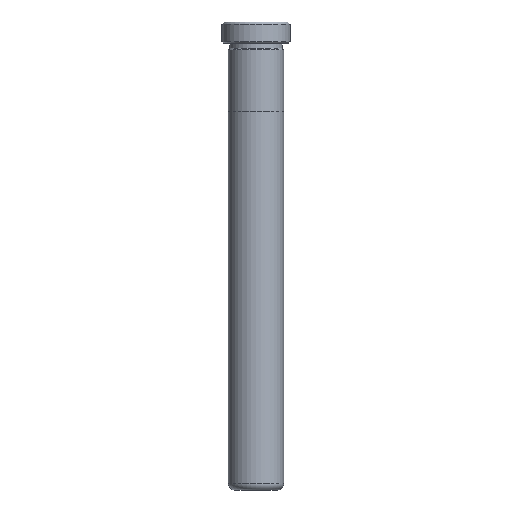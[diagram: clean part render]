
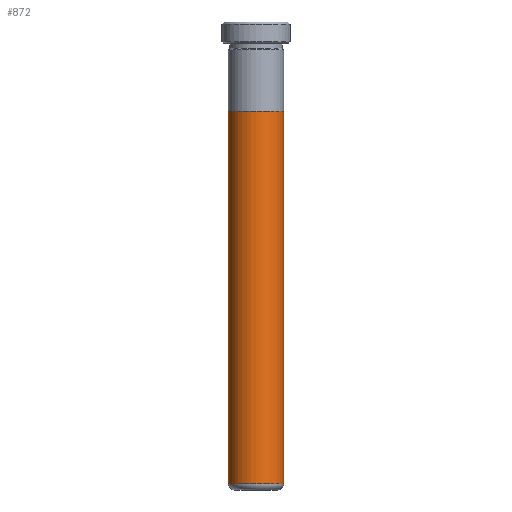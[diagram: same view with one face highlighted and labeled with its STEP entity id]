
A CAD part, front view. The second image highlights one B-rep face of the part: STEP entity #872.
In plain terms, the highlighted cylindrical face has radius 6.495 mm (diameter 12.99 mm), a partial arc.
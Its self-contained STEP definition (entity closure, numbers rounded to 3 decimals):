
#83 = CARTESIAN_POINT ( 'NONE',  ( 6.495, 0., 1.5 ) ) ;
#105 = VECTOR ( 'NONE', #339, 1000. ) ;
#118 = DIRECTION ( 'NONE',  ( 0., 0., 1. ) ) ;
#137 = VECTOR ( 'NONE', #918, 1000. ) ;
#143 = ORIENTED_EDGE ( 'NONE', *, *, #582, .F. ) ;
#147 = CARTESIAN_POINT ( 'NONE',  ( 6.495, 0., 89. ) ) ;
#246 = VERTEX_POINT ( 'NONE', #600 ) ;
#339 = DIRECTION ( 'NONE',  ( 0., 0., -1. ) ) ;
#343 = AXIS2_PLACEMENT_3D ( 'NONE', #656, #1446, #780 ) ;
#462 = LINE ( 'NONE', #811, #137 ) ;
#516 = CARTESIAN_POINT ( 'NONE',  ( 0., 0., 105. ) ) ;
#527 = CARTESIAN_POINT ( 'NONE',  ( -6.495, 0., 1.5 ) ) ;
#533 = VERTEX_POINT ( 'NONE', #83 ) ;
#582 = EDGE_CURVE ( 'NONE', #817, #533, #462, .T. ) ;
#600 = CARTESIAN_POINT ( 'NONE',  ( -6.495, 0., 89. ) ) ;
#601 = CYLINDRICAL_SURFACE ( 'NONE', #1109, 6.495 ) ;
#611 = EDGE_CURVE ( 'NONE', #246, #1212, #742, .T. ) ;
#631 = DIRECTION ( 'NONE',  ( 0., 0., -1. ) ) ;
#656 = CARTESIAN_POINT ( 'NONE',  ( 0., 0., 1.5 ) ) ;
#699 = EDGE_CURVE ( 'NONE', #246, #817, #939, .T. ) ;
#742 = LINE ( 'NONE', #1482, #105 ) ;
#780 = DIRECTION ( 'NONE',  ( 1., 0., 0. ) ) ;
#794 = ORIENTED_EDGE ( 'NONE', *, *, #611, .T. ) ;
#811 = CARTESIAN_POINT ( 'NONE',  ( 6.495, 0., 105. ) ) ;
#817 = VERTEX_POINT ( 'NONE', #147 ) ;
#840 = CARTESIAN_POINT ( 'NONE',  ( 0., 0., 89. ) ) ;
#872 = ADVANCED_FACE ( 'NONE', ( #1215 ), #601, .T. ) ;
#918 = DIRECTION ( 'NONE',  ( 0., 0., -1. ) ) ;
#939 = CIRCLE ( 'NONE', #1278, 6.495 ) ;
#948 = DIRECTION ( 'NONE',  ( 1., 0., 0. ) ) ;
#950 = EDGE_CURVE ( 'NONE', #1212, #533, #1303, .T. ) ;
#1109 = AXIS2_PLACEMENT_3D ( 'NONE', #516, #631, #1426 ) ;
#1136 = ORIENTED_EDGE ( 'NONE', *, *, #699, .F. ) ;
#1212 = VERTEX_POINT ( 'NONE', #527 ) ;
#1215 = FACE_OUTER_BOUND ( 'NONE', #1358, .T. ) ;
#1259 = ORIENTED_EDGE ( 'NONE', *, *, #950, .T. ) ;
#1278 = AXIS2_PLACEMENT_3D ( 'NONE', #840, #118, #948 ) ;
#1303 = CIRCLE ( 'NONE', #343, 6.495 ) ;
#1358 = EDGE_LOOP ( 'NONE', ( #143, #1136, #794, #1259 ) ) ;
#1426 = DIRECTION ( 'NONE',  ( -1., 0., 0. ) ) ;
#1446 = DIRECTION ( 'NONE',  ( 0., 0., 1. ) ) ;
#1482 = CARTESIAN_POINT ( 'NONE',  ( -6.495, 0., 105. ) ) ;
